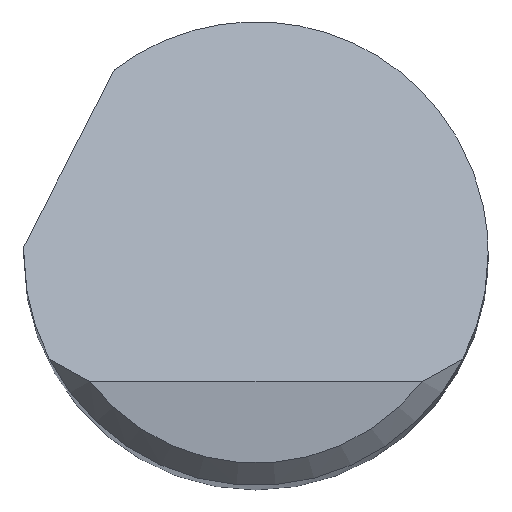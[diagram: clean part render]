
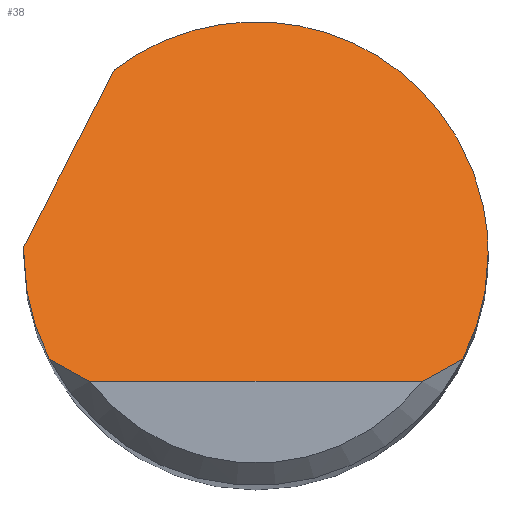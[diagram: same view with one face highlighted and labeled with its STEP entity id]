
A CAD part, top view. The second image highlights one B-rep face of the part: STEP entity #38.
In plain terms, the highlighted planar face has unit normal (0, 0.707, 0.707).
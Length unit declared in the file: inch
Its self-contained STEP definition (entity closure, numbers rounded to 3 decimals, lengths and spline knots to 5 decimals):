
#2 = CARTESIAN_POINT ( 'NONE',  ( -0.09521, 0.12389, 2.28986 ) ) ;
#3 =( BOUNDED_CURVE ( )  B_SPLINE_CURVE ( 3, ( #722, #527, #780, #136 ),
 .UNSPECIFIED., .F., .T. ) 
 B_SPLINE_CURVE_WITH_KNOTS ( ( 4, 4 ),
 ( 1.5708, 2.04429 ),
 .UNSPECIFIED. ) 
 CURVE ( )  GEOMETRIC_REPRESENTATION_ITEM ( )  RATIONAL_B_SPLINE_CURVE ( ( 1., 0.981, 0.981, 1. ) ) 
 REPRESENTATION_ITEM ( '' )  );
#17 = ORIENTED_EDGE ( 'NONE', *, *, #750, .T. ) ;
#32 = CARTESIAN_POINT ( 'NONE',  ( -0.15617, 0.005, 2.40875 ) ) ;
#38 = ADVANCED_FACE ( 'NONE', ( #121 ), #324, .F. ) ;
#47 = CARTESIAN_POINT ( 'NONE',  ( -0.15625, 0., 2.41375 ) ) ;
#64 = ORIENTED_EDGE ( 'NONE', *, *, #667, .T. ) ;
#70 = CARTESIAN_POINT ( 'NONE',  ( -0.13035, -0.07657, 2.49032 ) ) ;
#72 = B_SPLINE_CURVE_WITH_KNOTS ( 'NONE', 3,
 ( #659, #337, #714, #582 ),
 .UNSPECIFIED., .F., .F.,
 ( 4, 4 ),
 ( 0., 0.00088 ),
 .UNSPECIFIED. ) ;
#98 = CARTESIAN_POINT ( 'NONE',  ( 0.11186, -0.08625, 2.5 ) ) ;
#110 = LINE ( 'NONE', #515, #215 ) ;
#121 = FACE_OUTER_BOUND ( 'NONE', #506, .T. ) ;
#132 = DIRECTION ( 'NONE',  ( 0., 0.707, -0.707 ) ) ;
#136 = CARTESIAN_POINT ( 'NONE',  ( 0.13906, -0.07125, 2.485 ) ) ;
#140 = CARTESIAN_POINT ( 'NONE',  ( -0.11186, -0.08625, 2.5 ) ) ;
#141 = CARTESIAN_POINT ( 'NONE',  ( 0.02277, 0.21456, 2.19919 ) ) ;
#149 =( BOUNDED_CURVE ( )  B_SPLINE_CURVE ( 3, ( #2, #141, #534, #402 ),
 .UNSPECIFIED., .F., .F. ) 
 B_SPLINE_CURVE_WITH_KNOTS ( ( 4, 4 ),
 ( 5.62792, 7.85398 ),
 .UNSPECIFIED. ) 
 CURVE ( )  GEOMETRIC_REPRESENTATION_ITEM ( )  RATIONAL_B_SPLINE_CURVE ( ( 1., 0.628, 0.628, 1. ) ) 
 REPRESENTATION_ITEM ( '' )  );
#153 = CARTESIAN_POINT ( 'NONE',  ( -0.15625, 0., 2.41375 ) ) ;
#159 = CARTESIAN_POINT ( 'NONE',  ( -0.09521, 0.12389, 2.28986 ) ) ;
#167 = EDGE_CURVE ( 'NONE', #501, #320, #149, .T. ) ;
#188 = DIRECTION ( 'NONE',  ( 0., -0.707, -0.707 ) ) ;
#195 = B_SPLINE_CURVE_WITH_KNOTS ( 'NONE', 3,
 ( #522, #70, #776, #140 ),
 .UNSPECIFIED., .F., .F.,
 ( 4, 4 ),
 ( 0., 0.00088 ),
 .UNSPECIFIED. ) ;
#215 = VECTOR ( 'NONE', #832, 39.37008 ) ;
#228 = AXIS2_PLACEMENT_3D ( 'NONE', #574, #188, #132 ) ;
#243 = ORIENTED_EDGE ( 'NONE', *, *, #495, .F. ) ;
#254 = VECTOR ( 'NONE', #346, 39.37008 ) ;
#292 = CARTESIAN_POINT ( 'NONE',  ( 0., -0.08625, 2.5 ) ) ;
#320 = VERTEX_POINT ( 'NONE', #617 ) ;
#324 = PLANE ( 'NONE',  #228 ) ;
#337 = CARTESIAN_POINT ( 'NONE',  ( 0.12131, -0.0816, 2.49535 ) ) ;
#345 = VERTEX_POINT ( 'NONE', #846 ) ;
#346 = DIRECTION ( 'NONE',  ( 1., 0., 0. ) ) ;
#355 = VERTEX_POINT ( 'NONE', #713 ) ;
#367 = ORIENTED_EDGE ( 'NONE', *, *, #565, .T. ) ;
#379 = EDGE_CURVE ( 'NONE', #546, #345, #828, .T. ) ;
#402 = CARTESIAN_POINT ( 'NONE',  ( 0.15625, 0., 2.41375 ) ) ;
#417 = CARTESIAN_POINT ( 'NONE',  ( -0.13906, -0.07125, 2.485 ) ) ;
#435 = CARTESIAN_POINT ( 'NONE',  ( -0.15622, 0.00333, 2.41042 ) ) ;
#491 = LINE ( 'NONE', #292, #254 ) ;
#495 = EDGE_CURVE ( 'NONE', #345, #355, #790, .T. ) ;
#501 = VERTEX_POINT ( 'NONE', #159 ) ;
#506 = EDGE_LOOP ( 'NONE', ( #367, #64, #744, #636, #810, #243, #700, #17 ) ) ;
#515 = CARTESIAN_POINT ( 'NONE',  ( -0.19753, -0.07567, 2.48942 ) ) ;
#521 = CARTESIAN_POINT ( 'NONE',  ( -0.15041, -0.04909, 2.46284 ) ) ;
#522 = CARTESIAN_POINT ( 'NONE',  ( -0.13906, -0.07125, 2.485 ) ) ;
#527 = CARTESIAN_POINT ( 'NONE',  ( 0.15625, -0.02489, 2.43864 ) ) ;
#534 = CARTESIAN_POINT ( 'NONE',  ( 0.15625, 0.1488, 2.26495 ) ) ;
#540 = CARTESIAN_POINT ( 'NONE',  ( 0.13906, -0.07125, 2.485 ) ) ;
#546 = VERTEX_POINT ( 'NONE', #417 ) ;
#550 = VERTEX_POINT ( 'NONE', #733 ) ;
#565 = EDGE_CURVE ( 'NONE', #550, #568, #491, .T. ) ;
#568 = VERTEX_POINT ( 'NONE', #98 ) ;
#574 = CARTESIAN_POINT ( 'NONE',  ( -0.15625, -0.08625, 2.5 ) ) ;
#582 = CARTESIAN_POINT ( 'NONE',  ( 0.13906, -0.07125, 2.485 ) ) ;
#617 = CARTESIAN_POINT ( 'NONE',  ( 0.15625, 0., 2.41375 ) ) ;
#636 = ORIENTED_EDGE ( 'NONE', *, *, #167, .F. ) ;
#659 = CARTESIAN_POINT ( 'NONE',  ( 0.11186, -0.08625, 2.5 ) ) ;
#667 = EDGE_CURVE ( 'NONE', #568, #672, #72, .T. ) ;
#672 = VERTEX_POINT ( 'NONE', #540 ) ;
#700 = ORIENTED_EDGE ( 'NONE', *, *, #379, .F. ) ;
#713 = CARTESIAN_POINT ( 'NONE',  ( -0.15617, 0.005, 2.40875 ) ) ;
#714 = CARTESIAN_POINT ( 'NONE',  ( 0.13035, -0.07657, 2.49032 ) ) ;
#722 = CARTESIAN_POINT ( 'NONE',  ( 0.15625, 0., 2.41375 ) ) ;
#733 = CARTESIAN_POINT ( 'NONE',  ( -0.11186, -0.08625, 2.5 ) ) ;
#735 = CARTESIAN_POINT ( 'NONE',  ( -0.13906, -0.07125, 2.485 ) ) ;
#741 = CARTESIAN_POINT ( 'NONE',  ( -0.15625, 0.00167, 2.41208 ) ) ;
#744 = ORIENTED_EDGE ( 'NONE', *, *, #762, .F. ) ;
#750 = EDGE_CURVE ( 'NONE', #546, #550, #195, .T. ) ;
#762 = EDGE_CURVE ( 'NONE', #320, #672, #3, .T. ) ;
#776 = CARTESIAN_POINT ( 'NONE',  ( -0.12131, -0.0816, 2.49535 ) ) ;
#780 = CARTESIAN_POINT ( 'NONE',  ( 0.15041, -0.04909, 2.46284 ) ) ;
#790 =( BOUNDED_CURVE ( )  B_SPLINE_CURVE ( 3, ( #47, #741, #435, #32 ),
 .UNSPECIFIED., .F., .T. ) 
 B_SPLINE_CURVE_WITH_KNOTS ( ( 4, 4 ),
 ( 4.71239, 4.74439 ),
 .UNSPECIFIED. ) 
 CURVE ( )  GEOMETRIC_REPRESENTATION_ITEM ( )  RATIONAL_B_SPLINE_CURVE ( ( 1., 1., 1., 1. ) ) 
 REPRESENTATION_ITEM ( '' )  );
#801 = EDGE_CURVE ( 'NONE', #355, #501, #110, .T. ) ;
#810 = ORIENTED_EDGE ( 'NONE', *, *, #801, .F. ) ;
#828 =( BOUNDED_CURVE ( )  B_SPLINE_CURVE ( 3, ( #735, #521, #842, #153 ),
 .UNSPECIFIED., .F., .F. ) 
 B_SPLINE_CURVE_WITH_KNOTS ( ( 4, 4 ),
 ( 4.23889, 4.71239 ),
 .UNSPECIFIED. ) 
 CURVE ( )  GEOMETRIC_REPRESENTATION_ITEM ( )  RATIONAL_B_SPLINE_CURVE ( ( 1., 0.981, 0.981, 1. ) ) 
 REPRESENTATION_ITEM ( '' )  );
#832 = DIRECTION ( 'NONE',  ( 0.341, 0.665, -0.665 ) ) ;
#842 = CARTESIAN_POINT ( 'NONE',  ( -0.15625, -0.02489, 2.43864 ) ) ;
#846 = CARTESIAN_POINT ( 'NONE',  ( -0.15625, 0., 2.41375 ) ) ;
